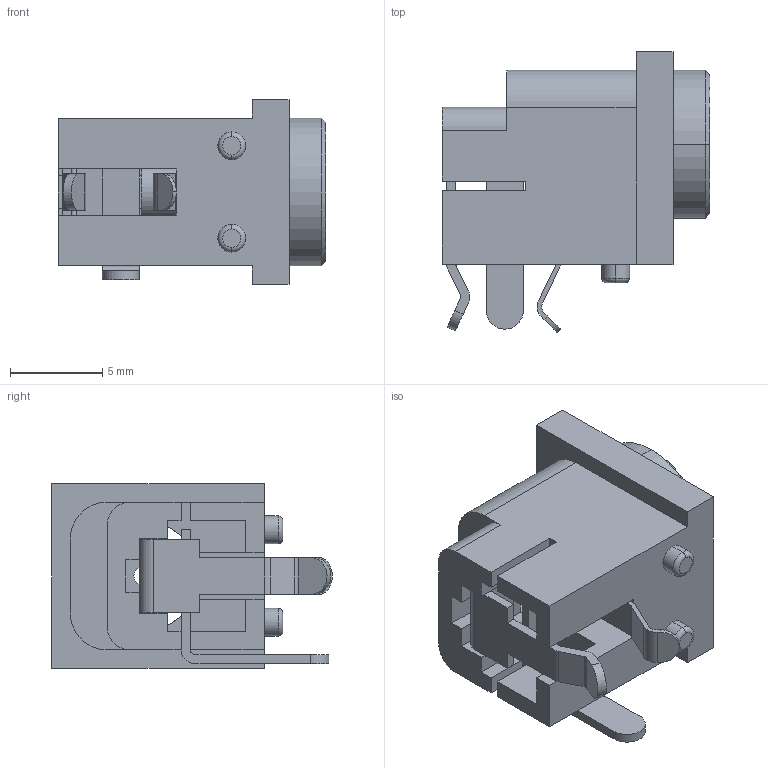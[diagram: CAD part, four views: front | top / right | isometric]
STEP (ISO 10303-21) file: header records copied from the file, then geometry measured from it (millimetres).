
FILE_DESCRIPTION (( 'STEP AP214' ), '1' );
FILE_NAME ('CUI_PJ-019.step', '2019-03-13T15:19:06', ( '' ), ( '' ), 'SwSTEP 2.0', 'SolidWorks 2018', '' );
FILE_SCHEMA (( 'AUTOMOTIVE_DESIGN' ));
Length unit declared in the file: millimetre
Products named in the file (1): CUI_PJ-019
Bounding box: 14.5 x 15.18 x 10 mm (x, y, z)
Volume: 781.8 mm3; surface area: 1302 mm2
Topology: 2 solids, 2 shells, 118 faces, 320 edges, 206 vertices
Faces by surface type: plane 76, cylinder 34, cone 4, torus 4
Entity records: 5014 total; most frequent: CARTESIAN_POINT 645, DIRECTION 644, ORIENTED_EDGE 640, EDGE_CURVE 320, LINE 234, VECTOR 234, VERTEX_POINT 206, AXIS2_PLACEMENT_3D 205
